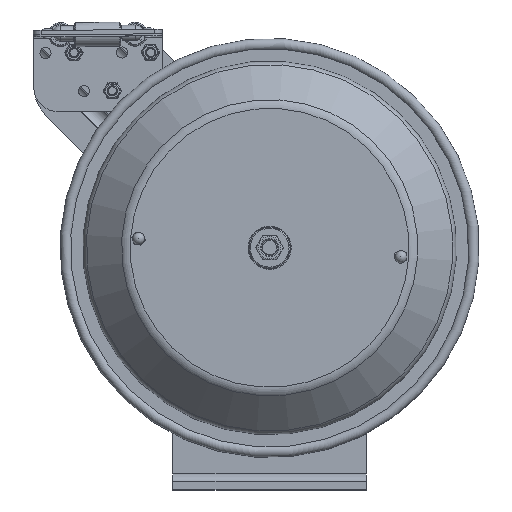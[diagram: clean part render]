
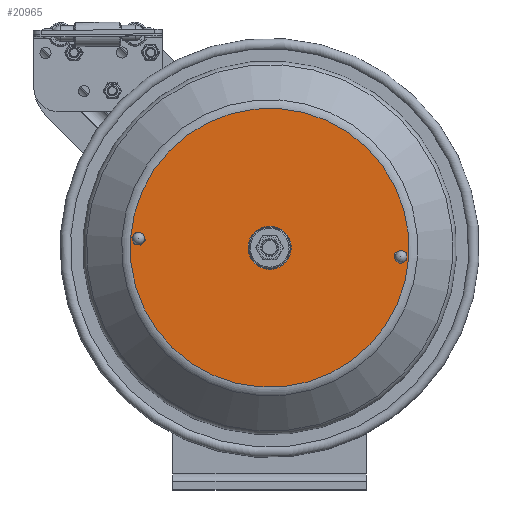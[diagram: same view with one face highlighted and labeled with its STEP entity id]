
A CAD part, top view. The second image highlights one B-rep face of the part: STEP entity #20965.
In plain terms, the highlighted planar face has unit normal (0, 0, 1).
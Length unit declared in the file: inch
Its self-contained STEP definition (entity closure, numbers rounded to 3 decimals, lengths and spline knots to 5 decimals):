
#746=FACE_BOUND('',#4224,.T.);
#747=FACE_BOUND('',#4225,.T.);
#748=FACE_BOUND('',#4226,.T.);
#1976=CIRCLE('',#23341,4.325);
#1977=CIRCLE('',#23342,4.325);
#1979=CIRCLE('',#23345,0.67);
#1980=CIRCLE('',#23346,0.67);
#1981=CIRCLE('',#23347,0.11);
#1982=CIRCLE('',#23348,0.11);
#3154=FACE_OUTER_BOUND('',#4223,.T.);
#4223=EDGE_LOOP('',(#18245,#18246));
#4224=EDGE_LOOP('',(#18247,#18248));
#4225=EDGE_LOOP('',(#18249));
#4226=EDGE_LOOP('',(#18250));
#9922=VERTEX_POINT('',#37116);
#9923=VERTEX_POINT('',#37117);
#9924=VERTEX_POINT('',#37122);
#9925=VERTEX_POINT('',#37123);
#9926=VERTEX_POINT('',#37126);
#9927=VERTEX_POINT('',#37128);
#13160=EDGE_CURVE('',#9922,#9923,#1976,.T.);
#13161=EDGE_CURVE('',#9923,#9922,#1977,.T.);
#13163=EDGE_CURVE('',#9924,#9925,#1979,.T.);
#13164=EDGE_CURVE('',#9925,#9924,#1980,.T.);
#13165=EDGE_CURVE('',#9926,#9926,#1981,.T.);
#13166=EDGE_CURVE('',#9927,#9927,#1982,.T.);
#18245=ORIENTED_EDGE('',*,*,#13160,.T.);
#18246=ORIENTED_EDGE('',*,*,#13161,.T.);
#18247=ORIENTED_EDGE('',*,*,#13163,.F.);
#18248=ORIENTED_EDGE('',*,*,#13164,.F.);
#18249=ORIENTED_EDGE('',*,*,#13165,.T.);
#18250=ORIENTED_EDGE('',*,*,#13166,.T.);
#19165=PLANE('',#23344);
#20965=ADVANCED_FACE('',(#3154,#746,#747,#748),#19165,.T.);
#23341=AXIS2_PLACEMENT_3D('',#37118,#29129,#29130);
#23342=AXIS2_PLACEMENT_3D('',#37119,#29131,#29132);
#23344=AXIS2_PLACEMENT_3D('',#37121,#29135,#29136);
#23345=AXIS2_PLACEMENT_3D('',#37124,#29137,#29138);
#23346=AXIS2_PLACEMENT_3D('',#37125,#29139,#29140);
#23347=AXIS2_PLACEMENT_3D('',#37127,#29141,#29142);
#23348=AXIS2_PLACEMENT_3D('',#37129,#29143,#29144);
#29129=DIRECTION('center_axis',(0.,0.,
1.));
#29130=DIRECTION('ref_axis',(0.998,-0.069,0.));
#29131=DIRECTION('center_axis',(0.,0.,
1.));
#29132=DIRECTION('ref_axis',(0.998,-0.069,0.));
#29135=DIRECTION('center_axis',(0.,0.,
1.));
#29136=DIRECTION('ref_axis',(0.069,0.998,0.));
#29137=DIRECTION('center_axis',(0.,0.,
1.));
#29138=DIRECTION('ref_axis',(0.998,-0.069,0.));
#29139=DIRECTION('center_axis',(0.,0.,
1.));
#29140=DIRECTION('ref_axis',(0.998,-0.069,0.));
#29141=DIRECTION('center_axis',(0.,0.,
-1.));
#29142=DIRECTION('ref_axis',(-0.998,0.069,0.));
#29143=DIRECTION('center_axis',(0.,0.,
-1.));
#29144=DIRECTION('ref_axis',(-0.998,0.069,0.));
#37116=CARTESIAN_POINT('',(4.31456,-0.30028,6.6361));
#37117=CARTESIAN_POINT('',(-0.30028,-4.31456,6.6361));
#37118=CARTESIAN_POINT('Origin',(0.,0.,
6.6361));
#37119=CARTESIAN_POINT('Origin',(0.,0.,
6.6361));
#37121=CARTESIAN_POINT('Origin',(2.49147,-0.1734,6.6361));
#37122=CARTESIAN_POINT('',(0.66838,-0.04652,6.6361));
#37123=CARTESIAN_POINT('',(-0.66838,0.04652,6.6361));
#37124=CARTESIAN_POINT('Origin',(0.,0.,
6.6361));
#37125=CARTESIAN_POINT('Origin',(0.,0.,
6.6361));
#37126=CARTESIAN_POINT('',(3.95543,-0.27528,6.6361));
#37127=CARTESIAN_POINT('Origin',(4.06517,-0.28292,6.6361));
#37128=CARTESIAN_POINT('',(-4.1749,0.29056,6.6361));
#37129=CARTESIAN_POINT('Origin',(-4.06517,0.28292,6.6361));
